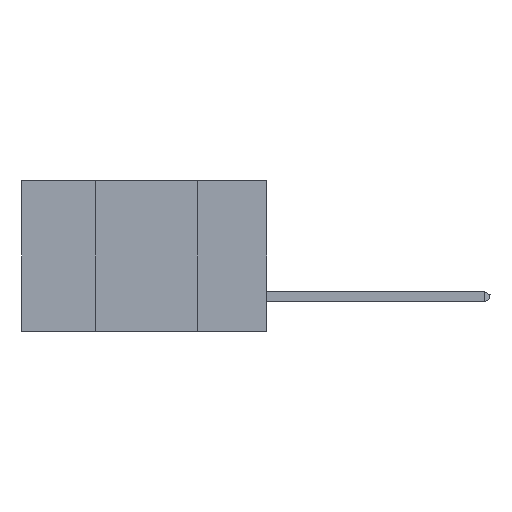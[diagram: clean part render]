
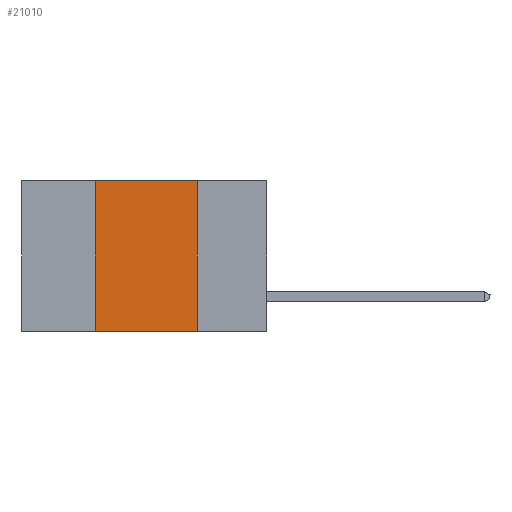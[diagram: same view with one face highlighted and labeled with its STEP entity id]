
A CAD part, left-side view. The second image highlights one B-rep face of the part: STEP entity #21010.
In plain terms, the highlighted planar face has unit normal (-1, 0, 0).
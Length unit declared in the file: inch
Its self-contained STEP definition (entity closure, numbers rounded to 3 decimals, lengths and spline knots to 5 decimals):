
#154 = CARTESIAN_POINT ( 'NONE',  ( 0., 0.17, 0. ) ) ;
#1302 = VECTOR ( 'NONE', #22644, 39.37008 ) ;
#1548 = AXIS2_PLACEMENT_3D ( 'NONE', #35126, #24074, #7644 ) ;
#1610 = ORIENTED_EDGE ( 'NONE', *, *, #29187, .F. ) ;
#3476 = DIRECTION ( 'NONE',  ( 0., -1., 0. ) ) ;
#7644 = DIRECTION ( 'NONE',  ( 0., 0., -1. ) ) ;
#11824 = CARTESIAN_POINT ( 'NONE',  ( 0., 0.6, 0. ) ) ;
#12106 = EDGE_CURVE ( 'NONE', #30320, #25243, #25546, .T. ) ;
#13500 = LINE ( 'NONE', #32485, #21579 ) ;
#14728 = CARTESIAN_POINT ( 'NONE',  ( 0., 0.42, 0. ) ) ;
#17599 = CARTESIAN_POINT ( 'NONE',  ( 0., 0.6, -0.37 ) ) ;
#18077 = LINE ( 'NONE', #29262, #20607 ) ;
#20607 = VECTOR ( 'NONE', #21126, 39.37008 ) ;
#20741 = ORIENTED_EDGE ( 'NONE', *, *, #12106, .T. ) ;
#21010 = ADVANCED_FACE ( 'NONE', ( #29681 ), #23961, .F. ) ;
#21126 = DIRECTION ( 'NONE',  ( 0., 0., -1. ) ) ;
#21553 = DIRECTION ( 'NONE',  ( 0., 0., 1. ) ) ;
#21579 = VECTOR ( 'NONE', #21553, 39.37008 ) ;
#22255 = ORIENTED_EDGE ( 'NONE', *, *, #28752, .F. ) ;
#22644 = DIRECTION ( 'NONE',  ( 0., -1., 0. ) ) ;
#23186 = ORIENTED_EDGE ( 'NONE', *, *, #33866, .F. ) ;
#23303 = EDGE_LOOP ( 'NONE', ( #22255, #1610, #23186, #20741 ) ) ;
#23956 = LINE ( 'NONE', #11824, #1302 ) ;
#23961 = PLANE ( 'NONE',  #1548 ) ;
#24074 = DIRECTION ( 'NONE',  ( 1., 0., 0. ) ) ;
#25243 = VERTEX_POINT ( 'NONE', #26033 ) ;
#25546 = LINE ( 'NONE', #17599, #26400 ) ;
#25840 = CARTESIAN_POINT ( 'NONE',  ( 0., 0.42, -0.37 ) ) ;
#26033 = CARTESIAN_POINT ( 'NONE',  ( 0., 0.17, -0.37 ) ) ;
#26400 = VECTOR ( 'NONE', #3476, 39.37008 ) ;
#26546 = VERTEX_POINT ( 'NONE', #154 ) ;
#28752 = EDGE_CURVE ( 'NONE', #26546, #25243, #18077, .T. ) ;
#29187 = EDGE_CURVE ( 'NONE', #31711, #26546, #23956, .T. ) ;
#29262 = CARTESIAN_POINT ( 'NONE',  ( 0., 0.17, 0. ) ) ;
#29681 = FACE_OUTER_BOUND ( 'NONE', #23303, .T. ) ;
#30320 = VERTEX_POINT ( 'NONE', #25840 ) ;
#31711 = VERTEX_POINT ( 'NONE', #14728 ) ;
#32485 = CARTESIAN_POINT ( 'NONE',  ( 0., 0.42, 0. ) ) ;
#33866 = EDGE_CURVE ( 'NONE', #30320, #31711, #13500, .T. ) ;
#35126 = CARTESIAN_POINT ( 'NONE',  ( 0., 0.6, 0. ) ) ;
